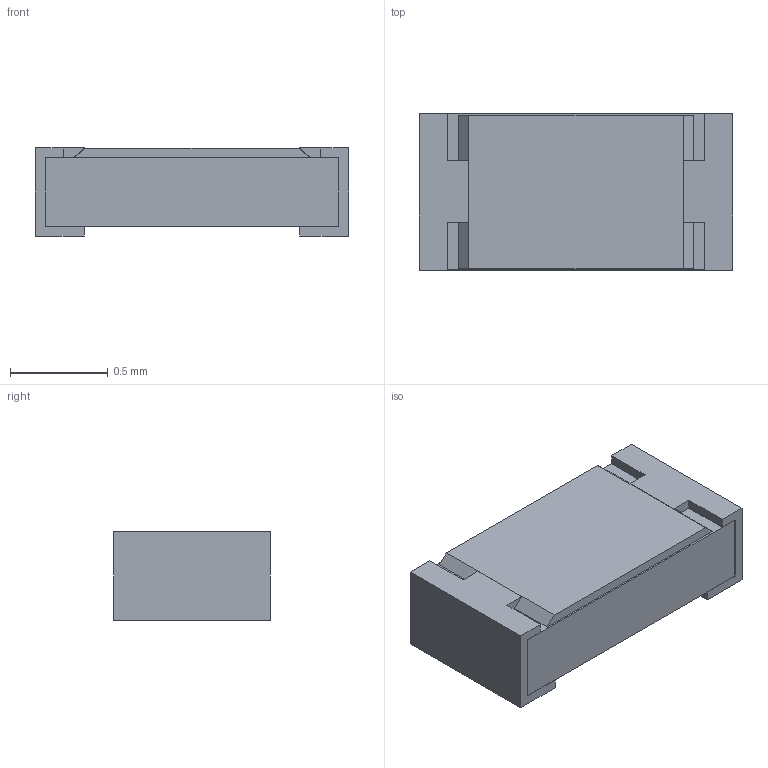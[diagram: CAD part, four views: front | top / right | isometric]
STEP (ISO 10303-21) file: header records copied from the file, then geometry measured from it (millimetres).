
FILE_DESCRIPTION (( 'STEP AP214' ), '1' );
FILE_NAME ('RC0603JR-07130RL.STEP', '2025-11-18T15:31:27', ( '' ), ( '' ), 'SwSTEP 2.0', 'SolidWorks 2023', '' );
FILE_SCHEMA (( 'AUTOMOTIVE_DESIGN' ));
Length unit declared in the file: millimetre
Products named in the file (1): RC0603JR-07130RL
Bounding box: 1.6 x 0.8 x 0.45 mm (x, y, z)
Volume: 0.5 mm3; surface area: 4.8 mm2
Topology: 1 solids, 1 shells, 43 faces, 112 edges, 72 vertices
Faces by surface type: plane 43
Entity records: 1470 total; most frequent: CARTESIAN_POINT 228, ORIENTED_EDGE 224, DIRECTION 200, EDGE_CURVE 112, LINE 112, VECTOR 112, VERTEX_POINT 72, EDGE_LOOP 44
